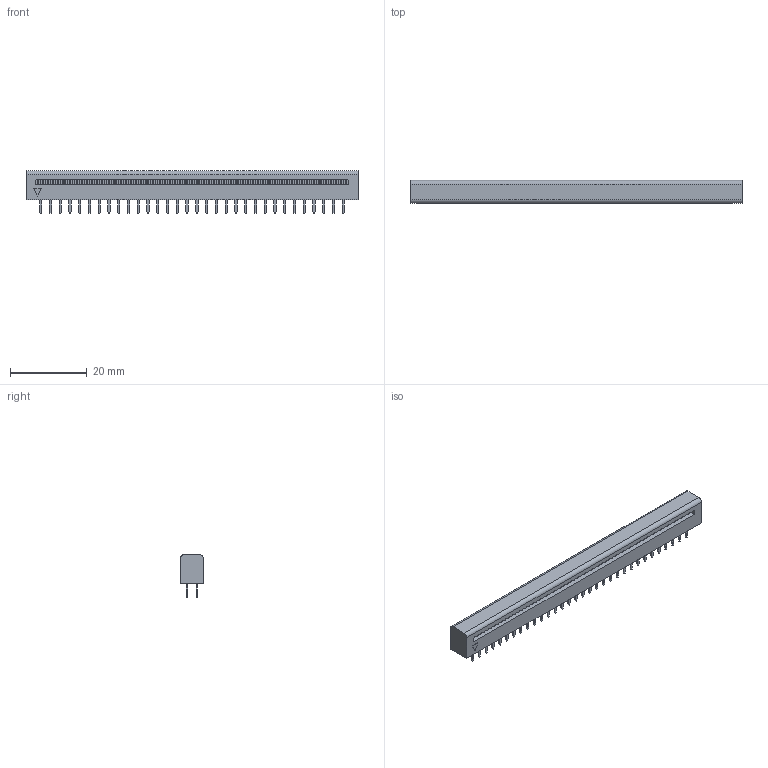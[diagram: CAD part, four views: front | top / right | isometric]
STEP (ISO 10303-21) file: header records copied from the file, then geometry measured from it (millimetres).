
FILE_DESCRIPTION(('STEP AP214'), '1');
FILE_NAME('DS1018 (FDC CONNFLY)', '2018-12-17T16:39:27', ('Egor'), (''), 'ASCON STEP Converter 1.3', 'ASCON Math Kernel', '');
FILE_SCHEMA(('AUTOMOTIVE_DESIGN { 1 0 10303 214 3 1 1}'));
Length unit declared in the file: millimetre
Bounding box: 86.38 x 6.05 x 11.1 mm (x, y, z)
Volume: 3080.5 mm3; surface area: 4069.3 mm2
Topology: 1 solids, 1 shells, 1362 faces, 3501 edges, 2334 vertices
Faces by surface type: plane 1232, cylinder 130
Entity records: 51669 total; most frequent: CARTESIAN_POINT 7198, ORIENTED_EDGE 7002, DIRECTION 6487, EDGE_CURVE 3501, LINE 3241, VECTOR 3241, VERTEX_POINT 2334, AXIS2_PLACEMENT_3D 1623
